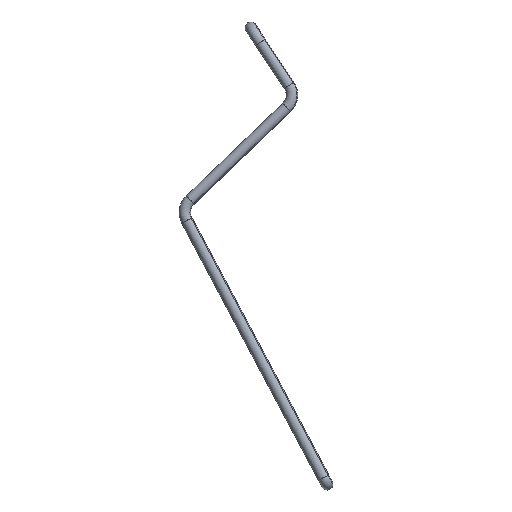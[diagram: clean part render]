
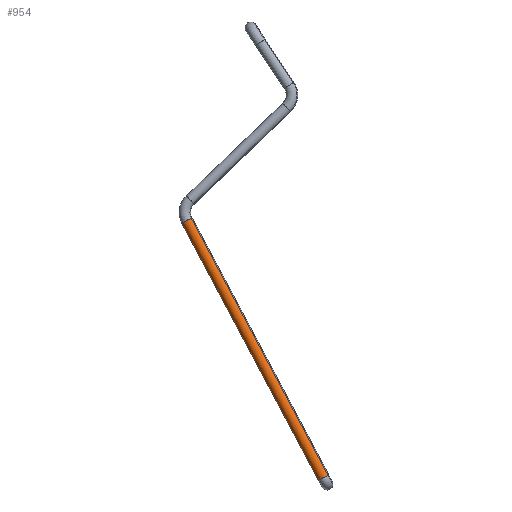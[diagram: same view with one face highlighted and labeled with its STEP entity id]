
A CAD part, left-side view. The second image highlights one B-rep face of the part: STEP entity #954.
In plain terms, the highlighted cylindrical face has radius 0.5 mm (diameter 1 mm), a partial arc.
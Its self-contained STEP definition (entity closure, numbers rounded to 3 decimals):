
#56=AXIS2_PLACEMENT_3D('Circle Axis2P3D',#54,#55,$) ;
#915=AXIS2_PLACEMENT_3D('Cylinder Axis2P3D',#912,#913,#914) ;
#945=AXIS2_PLACEMENT_3D('Circle Axis2P3D',#943,#944,$) ;
#51=CARTESIAN_POINT('Vertex',(0.735,13.042,23.147)) ;
#54=CARTESIAN_POINT('Axis2P3D Location',(0.5,12.652,23.354)) ;
#58=CARTESIAN_POINT('Vertex',(0.265,12.262,23.562)) ;
#912=CARTESIAN_POINT('Axis2P3D Location',(0.5,6.729,12.214)) ;
#917=CARTESIAN_POINT('Line Origine',(0.735,7.118,12.007)) ;
#921=CARTESIAN_POINT('Vertex',(0.735,1.195,0.867)) ;
#924=CARTESIAN_POINT('Line Origine',(0.265,6.339,12.421)) ;
#928=CARTESIAN_POINT('Vertex',(0.265,0.415,1.281)) ;
#943=CARTESIAN_POINT('Axis2P3D Location',(0.5,0.805,1.074)) ;
#55=DIRECTION('Axis2P3D Direction',(0.,-0.469,-0.883)) ;
#913=DIRECTION('Axis2P3D Direction',(0.,-0.469,-0.883)) ;
#914=DIRECTION('Axis2P3D XDirection',(0.469,0.78,-0.415)) ;
#918=DIRECTION('Vector Direction',(0.,-0.469,-0.883)) ;
#925=DIRECTION('Vector Direction',(0.,-0.469,-0.883)) ;
#944=DIRECTION('Axis2P3D Direction',(0.,-0.469,-0.883)) ;
#919=VECTOR('Line Direction',#918,1.) ;
#926=VECTOR('Line Direction',#925,1.) ;
#949=ORIENTED_EDGE('',*,*,#930,.F.) ;
#950=ORIENTED_EDGE('',*,*,#60,.T.) ;
#951=ORIENTED_EDGE('',*,*,#923,.T.) ;
#952=ORIENTED_EDGE('',*,*,#947,.F.) ;
#954=ADVANCED_FACE('Koerper.2',(#953),#916,.T.) ;
#57=CIRCLE('generated circle',#56,0.5) ;
#946=CIRCLE('generated circle',#945,0.5) ;
#916=CYLINDRICAL_SURFACE('generated cylinder',#915,0.5) ;
#60=EDGE_CURVE('',#59,#52,#57,.T.) ;
#923=EDGE_CURVE('',#52,#922,#920,.T.) ;
#930=EDGE_CURVE('',#59,#929,#927,.T.) ;
#947=EDGE_CURVE('',#929,#922,#946,.T.) ;
#948=EDGE_LOOP('',(#949,#950,#951,#952)) ;
#953=FACE_OUTER_BOUND('',#948,.T.) ;
#920=LINE('Line',#917,#919) ;
#927=LINE('Line',#924,#926) ;
#52=VERTEX_POINT('',#51) ;
#59=VERTEX_POINT('',#58) ;
#922=VERTEX_POINT('',#921) ;
#929=VERTEX_POINT('',#928) ;
